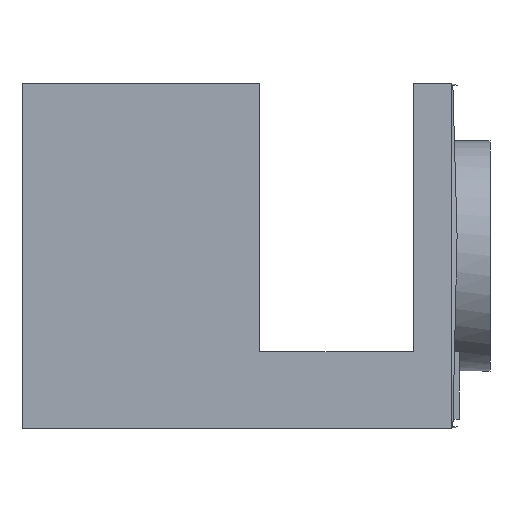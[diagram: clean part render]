
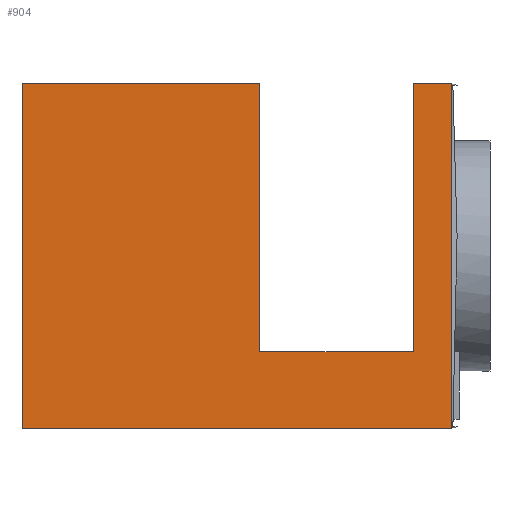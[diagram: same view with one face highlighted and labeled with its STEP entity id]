
A CAD part, left-side view. The second image highlights one B-rep face of the part: STEP entity #904.
In plain terms, the highlighted planar face has unit normal (-1, 0, 0).
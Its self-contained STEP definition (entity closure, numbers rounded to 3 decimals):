
#80=FACE_OUTER_BOUND('',#130,.T.);
#130=EDGE_LOOP('',(#630,#631,#632,#633,#634,#635,#636,#637));
#197=LINE('',#1276,#299);
#209=LINE('',#1300,#311);
#212=LINE('',#1306,#314);
#213=LINE('',#1308,#315);
#214=LINE('',#1310,#316);
#215=LINE('',#1312,#317);
#216=LINE('',#1314,#318);
#217=LINE('',#1315,#319);
#299=VECTOR('',#1036,10.);
#311=VECTOR('',#1054,1000.);
#314=VECTOR('',#1059,1000.);
#315=VECTOR('',#1060,1000.);
#316=VECTOR('',#1061,1000.);
#317=VECTOR('',#1062,1000.);
#318=VECTOR('',#1063,1000.);
#319=VECTOR('',#1064,1000.);
#401=VERTEX_POINT('',#1273);
#402=VERTEX_POINT('',#1275);
#411=VERTEX_POINT('',#1299);
#413=VERTEX_POINT('',#1305);
#414=VERTEX_POINT('',#1307);
#415=VERTEX_POINT('',#1309);
#416=VERTEX_POINT('',#1311);
#417=VERTEX_POINT('',#1313);
#483=EDGE_CURVE('',#402,#401,#197,.T.);
#495=EDGE_CURVE('',#411,#402,#209,.T.);
#498=EDGE_CURVE('',#413,#401,#212,.T.);
#499=EDGE_CURVE('',#413,#414,#213,.T.);
#500=EDGE_CURVE('',#414,#415,#214,.T.);
#501=EDGE_CURVE('',#416,#415,#215,.T.);
#502=EDGE_CURVE('',#416,#417,#216,.T.);
#503=EDGE_CURVE('',#417,#411,#217,.T.);
#630=ORIENTED_EDGE('',*,*,#483,.T.);
#631=ORIENTED_EDGE('',*,*,#498,.F.);
#632=ORIENTED_EDGE('',*,*,#499,.T.);
#633=ORIENTED_EDGE('',*,*,#500,.T.);
#634=ORIENTED_EDGE('',*,*,#501,.F.);
#635=ORIENTED_EDGE('',*,*,#502,.T.);
#636=ORIENTED_EDGE('',*,*,#503,.T.);
#637=ORIENTED_EDGE('',*,*,#495,.T.);
#869=PLANE('',#967);
#904=ADVANCED_FACE('',(#80),#869,.T.);
#967=AXIS2_PLACEMENT_3D('',#1304,#1057,#1058);
#1036=DIRECTION('',(0.,0.,-1.));
#1054=DIRECTION('',(0.,1.,0.));
#1057=DIRECTION('center_axis',(-1.,0.,0.));
#1058=DIRECTION('ref_axis',(0.,0.,1.));
#1059=DIRECTION('',(0.,1.,0.));
#1060=DIRECTION('',(0.,0.,1.));
#1061=DIRECTION('',(0.,1.,0.));
#1062=DIRECTION('',(0.,0.,1.));
#1063=DIRECTION('',(0.,1.,0.));
#1064=DIRECTION('',(0.,0.,1.));
#1273=CARTESIAN_POINT('',(-49.95,140.333,-49.95));
#1275=CARTESIAN_POINT('',(-49.95,140.333,49.95));
#1276=CARTESIAN_POINT('',(-49.95,140.333,-24.975));
#1299=CARTESIAN_POINT('',(-49.95,71.533,49.95));
#1300=CARTESIAN_POINT('',(-49.95,16.033,49.95));
#1304=CARTESIAN_POINT('Origin',(-49.95,16.033,-49.95));
#1305=CARTESIAN_POINT('',(-49.95,16.033,-49.95));
#1306=CARTESIAN_POINT('',(-49.95,16.033,-49.95));
#1307=CARTESIAN_POINT('',(-49.95,16.033,49.95));
#1308=CARTESIAN_POINT('',(-49.95,16.033,-49.95));
#1309=CARTESIAN_POINT('',(-49.95,27.133,49.95));
#1310=CARTESIAN_POINT('',(-49.95,16.033,49.95));
#1311=CARTESIAN_POINT('',(-49.95,27.133,-27.75));
#1312=CARTESIAN_POINT('',(-49.95,27.133,-27.75));
#1313=CARTESIAN_POINT('',(-49.95,71.533,-27.75));
#1314=CARTESIAN_POINT('',(-49.95,71.533,-27.75));
#1315=CARTESIAN_POINT('',(-49.95,71.533,-49.95));
